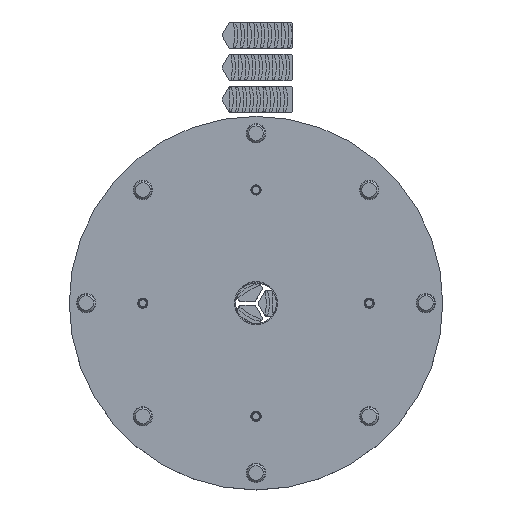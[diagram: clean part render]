
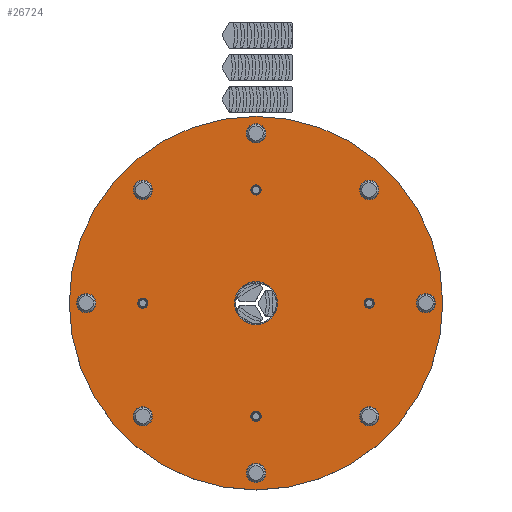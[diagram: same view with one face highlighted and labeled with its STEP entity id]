
A CAD part, top view. The second image highlights one B-rep face of the part: STEP entity #26724.
In plain terms, the highlighted planar face has unit normal (0, 0, 1).
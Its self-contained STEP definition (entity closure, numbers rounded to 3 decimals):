
#2332=CIRCLE('',#29242,82.5);
#2333=CIRCLE('',#29243,82.5);
#2335=CIRCLE('',#29247,4.25);
#2339=CIRCLE('',#29254,4.25);
#2343=CIRCLE('',#29261,4.25);
#2345=CIRCLE('',#29265,4.25);
#2349=CIRCLE('',#29272,4.25);
#2353=CIRCLE('',#29279,4.25);
#2357=CIRCLE('',#29286,4.25);
#2361=CIRCLE('',#29293,4.25);
#2365=CIRCLE('',#29300,2.25);
#2369=CIRCLE('',#29307,2.25);
#2373=CIRCLE('',#29314,2.25);
#2377=CIRCLE('',#29321,2.25);
#2398=CIRCLE('',#29353,9.5);
#2399=CIRCLE('',#29354,9.5);
#2588=FACE_BOUND('',#5693,.T.);
#2589=FACE_BOUND('',#5694,.T.);
#2590=FACE_BOUND('',#5695,.T.);
#2591=FACE_BOUND('',#5696,.T.);
#2592=FACE_BOUND('',#5697,.T.);
#2593=FACE_BOUND('',#5698,.T.);
#2594=FACE_BOUND('',#5699,.T.);
#2595=FACE_BOUND('',#5700,.T.);
#2596=FACE_BOUND('',#5701,.T.);
#2597=FACE_BOUND('',#5702,.T.);
#2598=FACE_BOUND('',#5703,.T.);
#2599=FACE_BOUND('',#5704,.T.);
#2600=FACE_BOUND('',#5705,.T.);
#4073=FACE_OUTER_BOUND('',#5692,.T.);
#5692=EDGE_LOOP('',(#24316,#24317));
#5693=EDGE_LOOP('',(#24318));
#5694=EDGE_LOOP('',(#24319));
#5695=EDGE_LOOP('',(#24320));
#5696=EDGE_LOOP('',(#24321));
#5697=EDGE_LOOP('',(#24322));
#5698=EDGE_LOOP('',(#24323));
#5699=EDGE_LOOP('',(#24324));
#5700=EDGE_LOOP('',(#24325));
#5701=EDGE_LOOP('',(#24326));
#5702=EDGE_LOOP('',(#24327));
#5703=EDGE_LOOP('',(#24328));
#5704=EDGE_LOOP('',(#24329));
#5705=EDGE_LOOP('',(#24330,#24331));
#12744=VERTEX_POINT('',#48019);
#12745=VERTEX_POINT('',#48021);
#12747=VERTEX_POINT('',#48028);
#12751=VERTEX_POINT('',#48041);
#12755=VERTEX_POINT('',#48054);
#12757=VERTEX_POINT('',#48061);
#12761=VERTEX_POINT('',#48074);
#12765=VERTEX_POINT('',#48087);
#12769=VERTEX_POINT('',#48100);
#12773=VERTEX_POINT('',#48113);
#12777=VERTEX_POINT('',#48126);
#12781=VERTEX_POINT('',#48139);
#12785=VERTEX_POINT('',#48152);
#12789=VERTEX_POINT('',#48165);
#12813=VERTEX_POINT('',#48230);
#12814=VERTEX_POINT('',#48232);
#16567=EDGE_CURVE('',#12744,#12745,#2332,.T.);
#16568=EDGE_CURVE('',#12745,#12744,#2333,.T.);
#16571=EDGE_CURVE('',#12747,#12747,#2335,.T.);
#16577=EDGE_CURVE('',#12751,#12751,#2339,.T.);
#16583=EDGE_CURVE('',#12755,#12755,#2343,.T.);
#16586=EDGE_CURVE('',#12757,#12757,#2345,.T.);
#16592=EDGE_CURVE('',#12761,#12761,#2349,.T.);
#16598=EDGE_CURVE('',#12765,#12765,#2353,.T.);
#16604=EDGE_CURVE('',#12769,#12769,#2357,.T.);
#16610=EDGE_CURVE('',#12773,#12773,#2361,.T.);
#16616=EDGE_CURVE('',#12777,#12777,#2365,.T.);
#16622=EDGE_CURVE('',#12781,#12781,#2369,.T.);
#16628=EDGE_CURVE('',#12785,#12785,#2373,.T.);
#16634=EDGE_CURVE('',#12789,#12789,#2377,.T.);
#16664=EDGE_CURVE('',#12814,#12813,#2398,.T.);
#16665=EDGE_CURVE('',#12813,#12814,#2399,.T.);
#24316=ORIENTED_EDGE('',*,*,#16568,.F.);
#24317=ORIENTED_EDGE('',*,*,#16567,.F.);
#24318=ORIENTED_EDGE('',*,*,#16571,.T.);
#24319=ORIENTED_EDGE('',*,*,#16577,.T.);
#24320=ORIENTED_EDGE('',*,*,#16583,.T.);
#24321=ORIENTED_EDGE('',*,*,#16586,.T.);
#24322=ORIENTED_EDGE('',*,*,#16592,.T.);
#24323=ORIENTED_EDGE('',*,*,#16598,.T.);
#24324=ORIENTED_EDGE('',*,*,#16604,.T.);
#24325=ORIENTED_EDGE('',*,*,#16610,.T.);
#24326=ORIENTED_EDGE('',*,*,#16616,.T.);
#24327=ORIENTED_EDGE('',*,*,#16622,.T.);
#24328=ORIENTED_EDGE('',*,*,#16628,.T.);
#24329=ORIENTED_EDGE('',*,*,#16634,.T.);
#24330=ORIENTED_EDGE('',*,*,#16664,.T.);
#24331=ORIENTED_EDGE('',*,*,#16665,.T.);
#25271=PLANE('',#29355);
#26724=ADVANCED_FACE('',(#4073,#2588,#2589,#2590,#2591,#2592,#2593,#2594,
#2595,#2596,#2597,#2598,#2599,#2600),#25271,.T.);
#29242=AXIS2_PLACEMENT_3D('',#48022,#36055,#36056);
#29243=AXIS2_PLACEMENT_3D('',#48023,#36057,#36058);
#29247=AXIS2_PLACEMENT_3D('',#48030,#36066,#36067);
#29254=AXIS2_PLACEMENT_3D('',#48043,#36082,#36083);
#29261=AXIS2_PLACEMENT_3D('',#48056,#36098,#36099);
#29265=AXIS2_PLACEMENT_3D('',#48063,#36107,#36108);
#29272=AXIS2_PLACEMENT_3D('',#48076,#36123,#36124);
#29279=AXIS2_PLACEMENT_3D('',#48089,#36139,#36140);
#29286=AXIS2_PLACEMENT_3D('',#48102,#36155,#36156);
#29293=AXIS2_PLACEMENT_3D('',#48115,#36171,#36172);
#29300=AXIS2_PLACEMENT_3D('',#48128,#36187,#36188);
#29307=AXIS2_PLACEMENT_3D('',#48141,#36203,#36204);
#29314=AXIS2_PLACEMENT_3D('',#48154,#36219,#36220);
#29321=AXIS2_PLACEMENT_3D('',#48167,#36235,#36236);
#29353=AXIS2_PLACEMENT_3D('',#48233,#36308,#36309);
#29354=AXIS2_PLACEMENT_3D('',#48234,#36310,#36311);
#29355=AXIS2_PLACEMENT_3D('',#48235,#36312,#36313);
#36055=DIRECTION('center_axis',(0.,0.,-1.));
#36056=DIRECTION('ref_axis',(1.,0.,0.));
#36057=DIRECTION('center_axis',(0.,0.,-1.));
#36058=DIRECTION('ref_axis',(1.,0.,0.));
#36066=DIRECTION('center_axis',(0.,0.,-1.));
#36067=DIRECTION('ref_axis',(0.,-1.,0.));
#36082=DIRECTION('center_axis',(0.,0.,-1.));
#36083=DIRECTION('ref_axis',(1.,0.,0.));
#36098=DIRECTION('center_axis',(0.,0.,-1.));
#36099=DIRECTION('ref_axis',(0.,1.,0.));
#36107=DIRECTION('center_axis',(0.,0.,-1.));
#36108=DIRECTION('ref_axis',(-1.,0.,0.));
#36123=DIRECTION('center_axis',(0.,0.,-1.));
#36124=DIRECTION('ref_axis',(0.,-1.,0.));
#36139=DIRECTION('center_axis',(0.,0.,-1.));
#36140=DIRECTION('ref_axis',(1.,0.,0.));
#36155=DIRECTION('center_axis',(0.,0.,-1.));
#36156=DIRECTION('ref_axis',(0.,1.,0.));
#36171=DIRECTION('center_axis',(0.,0.,-1.));
#36172=DIRECTION('ref_axis',(-1.,0.,0.));
#36187=DIRECTION('center_axis',(0.,0.,-1.));
#36188=DIRECTION('ref_axis',(0.,-1.,0.));
#36203=DIRECTION('center_axis',(0.,0.,-1.));
#36204=DIRECTION('ref_axis',(1.,0.,0.));
#36219=DIRECTION('center_axis',(0.,0.,-1.));
#36220=DIRECTION('ref_axis',(0.,1.,0.));
#36235=DIRECTION('center_axis',(0.,0.,-1.));
#36236=DIRECTION('ref_axis',(-1.,0.,0.));
#36308=DIRECTION('center_axis',(0.,0.,-1.));
#36309=DIRECTION('ref_axis',(1.,0.,0.));
#36310=DIRECTION('center_axis',(0.,0.,-1.));
#36311=DIRECTION('ref_axis',(1.,0.,0.));
#36312=DIRECTION('center_axis',(0.,0.,1.));
#36313=DIRECTION('ref_axis',(1.,0.,0.));
#48019=CARTESIAN_POINT('',(82.5,0.,0.));
#48021=CARTESIAN_POINT('',(-82.5,0.,0.));
#48022=CARTESIAN_POINT('Origin',(0.,0.,0.));
#48023=CARTESIAN_POINT('Origin',(0.,0.,0.));
#48028=CARTESIAN_POINT('',(0.,79.25,0.));
#48030=CARTESIAN_POINT('Origin',(0.,75.,0.));
#48041=CARTESIAN_POINT('',(-79.25,0.,0.));
#48043=CARTESIAN_POINT('Origin',(-75.,0.,0.));
#48054=CARTESIAN_POINT('',(0.,-79.25,0.));
#48056=CARTESIAN_POINT('Origin',(0.,-75.,0.));
#48061=CARTESIAN_POINT('',(79.25,0.,0.));
#48063=CARTESIAN_POINT('Origin',(75.,0.,0.));
#48074=CARTESIAN_POINT('',(50.,54.25,0.));
#48076=CARTESIAN_POINT('Origin',(50.,50.,0.));
#48087=CARTESIAN_POINT('',(-54.25,50.,0.));
#48089=CARTESIAN_POINT('Origin',(-50.,50.,0.));
#48100=CARTESIAN_POINT('',(-50.,-54.25,0.));
#48102=CARTESIAN_POINT('Origin',(-50.,-50.,0.));
#48113=CARTESIAN_POINT('',(54.25,-50.,0.));
#48115=CARTESIAN_POINT('Origin',(50.,-50.,0.));
#48126=CARTESIAN_POINT('',(0.,52.25,0.));
#48128=CARTESIAN_POINT('Origin',(0.,50.,0.));
#48139=CARTESIAN_POINT('',(-52.25,0.,0.));
#48141=CARTESIAN_POINT('Origin',(-50.,0.,0.));
#48152=CARTESIAN_POINT('',(0.,-52.25,0.));
#48154=CARTESIAN_POINT('Origin',(0.,-50.,0.));
#48165=CARTESIAN_POINT('',(52.25,0.,0.));
#48167=CARTESIAN_POINT('Origin',(50.,0.,0.));
#48230=CARTESIAN_POINT('',(9.5,0.,0.));
#48232=CARTESIAN_POINT('',(-9.5,0.,0.));
#48233=CARTESIAN_POINT('Origin',(0.,0.,0.));
#48234=CARTESIAN_POINT('Origin',(0.,0.,0.));
#48235=CARTESIAN_POINT('Origin',(-82.5,0.,0.));
